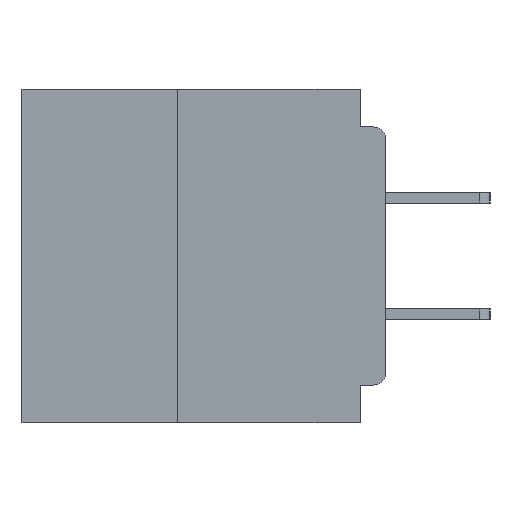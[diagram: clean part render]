
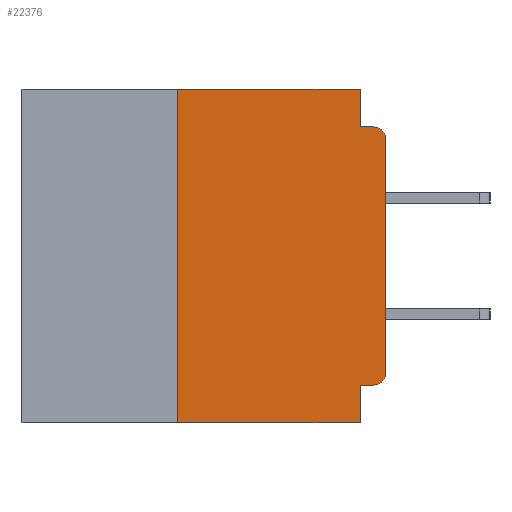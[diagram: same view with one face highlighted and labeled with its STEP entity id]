
A CAD part, left-side view. The second image highlights one B-rep face of the part: STEP entity #22376.
In plain terms, the highlighted planar face has unit normal (-1, 0, 0).
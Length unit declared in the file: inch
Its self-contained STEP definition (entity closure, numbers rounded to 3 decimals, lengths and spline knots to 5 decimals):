
#23 = CARTESIAN_POINT ( 'NONE',  ( 0., 0., -0.06 ) ) ;
#210 = VECTOR ( 'NONE', #6573, 39.37008 ) ;
#227 = AXIS2_PLACEMENT_3D ( 'NONE', #8784, #29293, #11759 ) ;
#739 = EDGE_CURVE ( 'NONE', #11647, #3251, #36642, .T. ) ;
#963 = AXIS2_PLACEMENT_3D ( 'NONE', #21729, #9652, #18282 ) ;
#1323 = VERTEX_POINT ( 'NONE', #9367 ) ;
#1578 = VECTOR ( 'NONE', #22271, 39.37008 ) ;
#1728 = CARTESIAN_POINT ( 'NONE',  ( 0., 0.015, -0.355 ) ) ;
#2214 = CARTESIAN_POINT ( 'NONE',  ( 0., 0.031, -0.355 ) ) ;
#2278 = LINE ( 'NONE', #29003, #23184 ) ;
#2520 = DIRECTION ( 'NONE',  ( 0., -1., 0. ) ) ;
#2526 = DIRECTION ( 'NONE',  ( 0., 1., 0. ) ) ;
#2820 = VERTEX_POINT ( 'NONE', #2214 ) ;
#3251 = VERTEX_POINT ( 'NONE', #33797 ) ;
#3512 = LINE ( 'NONE', #19435, #1578 ) ;
#4211 = EDGE_CURVE ( 'NONE', #12306, #1323, #16160, .T. ) ;
#4659 = EDGE_CURVE ( 'NONE', #1323, #11620, #30678, .T. ) ;
#4760 = ORIENTED_EDGE ( 'NONE', *, *, #4211, .F. ) ;
#5628 = DIRECTION ( 'NONE',  ( 0., -1., 0. ) ) ;
#5648 = ORIENTED_EDGE ( 'NONE', *, *, #25169, .F. ) ;
#6573 = DIRECTION ( 'NONE',  ( 0., 0., 1. ) ) ;
#6670 = ORIENTED_EDGE ( 'NONE', *, *, #36271, .T. ) ;
#8242 = PLANE ( 'NONE',  #36692 ) ;
#8617 = CARTESIAN_POINT ( 'NONE',  ( 0., 0.437, -0.4 ) ) ;
#8784 = CARTESIAN_POINT ( 'NONE',  ( 0., 0.015, -0.34 ) ) ;
#9023 = CARTESIAN_POINT ( 'NONE',  ( 0., 0.031, -0.4 ) ) ;
#9198 = VECTOR ( 'NONE', #5628, 39.37008 ) ;
#9367 = CARTESIAN_POINT ( 'NONE',  ( 0., 0.25, 0. ) ) ;
#9575 = VERTEX_POINT ( 'NONE', #9023 ) ;
#9652 = DIRECTION ( 'NONE',  ( -1., 0., 0. ) ) ;
#10041 = CARTESIAN_POINT ( 'NONE',  ( 0., 0., -0.045 ) ) ;
#11198 = CARTESIAN_POINT ( 'NONE',  ( 0., 0.437, 0. ) ) ;
#11576 = EDGE_CURVE ( 'NONE', #28338, #19957, #27813, .T. ) ;
#11620 = VERTEX_POINT ( 'NONE', #23574 ) ;
#11647 = VERTEX_POINT ( 'NONE', #23 ) ;
#11682 = ORIENTED_EDGE ( 'NONE', *, *, #11576, .T. ) ;
#11759 = DIRECTION ( 'NONE',  ( 0., 0., -1. ) ) ;
#11795 = CARTESIAN_POINT ( 'NONE',  ( 0., 0., 0. ) ) ;
#12306 = VERTEX_POINT ( 'NONE', #21222 ) ;
#12847 = EDGE_CURVE ( 'NONE', #28338, #2820, #2278, .T. ) ;
#12980 = DIRECTION ( 'NONE',  ( 0., -1., 0. ) ) ;
#14162 = LINE ( 'NONE', #8617, #35469 ) ;
#14167 = DIRECTION ( 'NONE',  ( 0., 0., -1. ) ) ;
#14184 = EDGE_CURVE ( 'NONE', #11620, #37650, #23533, .T. ) ;
#14796 = ORIENTED_EDGE ( 'NONE', *, *, #17808, .T. ) ;
#14995 = VECTOR ( 'NONE', #37905, 39.37008 ) ;
#15471 = EDGE_LOOP ( 'NONE', ( #14796, #33580, #5648, #15927, #16652, #4760, #6670, #22297, #23032, #11682 ) ) ;
#15927 = ORIENTED_EDGE ( 'NONE', *, *, #14184, .F. ) ;
#16160 = LINE ( 'NONE', #21276, #210 ) ;
#16652 = ORIENTED_EDGE ( 'NONE', *, *, #4659, .F. ) ;
#17421 = CARTESIAN_POINT ( 'NONE',  ( 0., 0.437, 0. ) ) ;
#17808 = EDGE_CURVE ( 'NONE', #19957, #11647, #19269, .T. ) ;
#18282 = DIRECTION ( 'NONE',  ( 0., 0., -1. ) ) ;
#19269 = LINE ( 'NONE', #11795, #14995 ) ;
#19435 = CARTESIAN_POINT ( 'NONE',  ( 0., 0.031, -0.4 ) ) ;
#19957 = VERTEX_POINT ( 'NONE', #30417 ) ;
#20502 = CARTESIAN_POINT ( 'NONE',  ( 0., 0.031, 0. ) ) ;
#20778 = VECTOR ( 'NONE', #12980, 39.37008 ) ;
#20799 = EDGE_CURVE ( 'NONE', #2820, #9575, #3512, .T. ) ;
#21222 = CARTESIAN_POINT ( 'NONE',  ( 0., 0.25, -0.4 ) ) ;
#21276 = CARTESIAN_POINT ( 'NONE',  ( 0., 0.25, -0.4 ) ) ;
#21729 = CARTESIAN_POINT ( 'NONE',  ( 0., 0.015, -0.06 ) ) ;
#22271 = DIRECTION ( 'NONE',  ( 0., 0., -1. ) ) ;
#22297 = ORIENTED_EDGE ( 'NONE', *, *, #20799, .F. ) ;
#22376 = ADVANCED_FACE ( 'NONE', ( #33621 ), #8242, .F. ) ;
#23032 = ORIENTED_EDGE ( 'NONE', *, *, #12847, .F. ) ;
#23184 = VECTOR ( 'NONE', #2526, 39.37008 ) ;
#23533 = LINE ( 'NONE', #20502, #37894 ) ;
#23574 = CARTESIAN_POINT ( 'NONE',  ( 0., 0.031, 0. ) ) ;
#25169 = EDGE_CURVE ( 'NONE', #37650, #3251, #29457, .T. ) ;
#27813 = CIRCLE ( 'NONE', #227, 0.015 ) ;
#28338 = VERTEX_POINT ( 'NONE', #1728 ) ;
#29003 = CARTESIAN_POINT ( 'NONE',  ( 0., 0., -0.355 ) ) ;
#29293 = DIRECTION ( 'NONE',  ( -1., 0., 0. ) ) ;
#29319 = DIRECTION ( 'NONE',  ( 0., 0., -1. ) ) ;
#29457 = LINE ( 'NONE', #10041, #20778 ) ;
#30021 = CARTESIAN_POINT ( 'NONE',  ( 0., 0.031, -0.045 ) ) ;
#30417 = CARTESIAN_POINT ( 'NONE',  ( 0., 0., -0.34 ) ) ;
#30678 = LINE ( 'NONE', #17421, #9198 ) ;
#31621 = DIRECTION ( 'NONE',  ( 1., 0., 0. ) ) ;
#33580 = ORIENTED_EDGE ( 'NONE', *, *, #739, .T. ) ;
#33621 = FACE_OUTER_BOUND ( 'NONE', #15471, .T. ) ;
#33797 = CARTESIAN_POINT ( 'NONE',  ( 0., 0.015, -0.045 ) ) ;
#35469 = VECTOR ( 'NONE', #2520, 39.37008 ) ;
#36271 = EDGE_CURVE ( 'NONE', #12306, #9575, #14162, .T. ) ;
#36642 = CIRCLE ( 'NONE', #963, 0.015 ) ;
#36692 = AXIS2_PLACEMENT_3D ( 'NONE', #11198, #31621, #14167 ) ;
#37650 = VERTEX_POINT ( 'NONE', #30021 ) ;
#37894 = VECTOR ( 'NONE', #29319, 39.37008 ) ;
#37905 = DIRECTION ( 'NONE',  ( 0., 0., 1. ) ) ;
